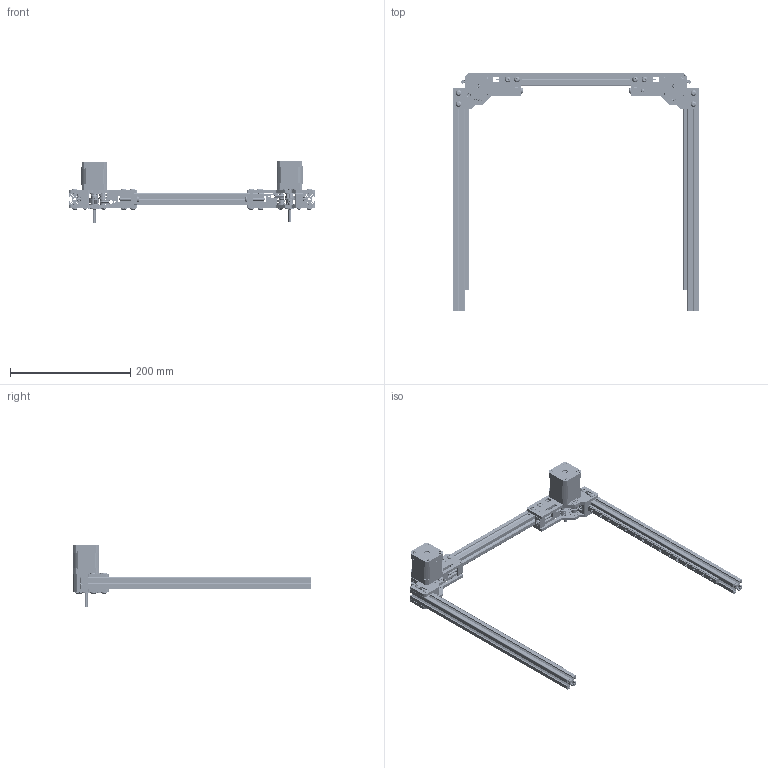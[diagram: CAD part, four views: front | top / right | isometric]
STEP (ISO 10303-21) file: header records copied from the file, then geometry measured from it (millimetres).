
FILE_DESCRIPTION(/* description */ ('','CAx-IF Rec.Pracs.---Representation and Presentation of Product Manufacturing Information (PMI)---4.0---2014-10-13'),/* implementation_level */ '2;1');
FILE_NAME(/* name */ '_23_Sheet_metal_VT_6mm_rear_motor_mounts_FT_0.step',/* time_stamp */ '2024-12-16T14:12:15+01:00',/* author */ (''),/* organization */ (''),/* preprocessor_version */ 'ST-DEVELOPER v20',/* originating_system */ 'Autodesk Translation Framework v13.20.0.188',/* authorisation */ '');
FILE_SCHEMA (('AP242_MANAGED_MODEL_BASED_3D_ENGINEERING_MIM_LF { 1 0 10303 442 1 1 4 }'));
Products named in the file (47): _23_Sheet_metal_VT_6mm_rear_motor_mounts_FT_0; _Sheet_metal_VT_6mm_rear_right_motor_mount_0; _Sheet_metal_VT_6mm_rear_right_motor_mount_hardware_0; _Sheet_metal_6mm_rear_right_motor_mount_motion_0; NEMA17 with 55mm long shaft; _GT2_20T_6mm_pulley_de-hubbed; Sheet_metal_6mm_spacer_a_2_or_2.5mm; _Sheet_metal_VT_6mm_rear_left_motor_mount_0; _Sheet_metal_VT_6mm_rear_left_motor_mount_hardware_0; Tensioner wire for 6mm; M5x30 BHCS; M3x6 FHCS; M3x35 BHCS; M3 washer; M3x6 BHCS; M3xD6x20 spacer; M5x10 BHCS; _Sheet_metal_6mm_rear_left_motor_mount_motion_0; GT2 20T 6mm pulley; Shim 0.2mm; Di=5mm L0=5mm compression spring; NEMA17 with 55mm long shaft_1; _S55 shaft; _stepper; _GT2_20T_6mm_pulley_de-hubbed_1; GT2 20T 6mm pulley de-hubbed; M4x2.5 set screw; D5x30 smooth pin; M5xD8x5 spacer; Shim 1mm; F695 flanged bearing; Shim 0.5mm; Sheet_metal_6mm_tensioner_c_4.7-5mm; Sheet_metal_6mm_tensioner_a_4.7-5mm; Sheet_metal_6mm_tensioner_b_4.7-5mm; Sheet_metal_VT_rear_motor_mount_b_4.7-5mm; Sheet_metal_VT_rear_motor_mount_a_4.7-5mm; Sheet_metal_VT_6mm_rear_motor_mount_alignment_helper; M5x16 BHCS; M5 washer ...
Assembly tree (182 placements, depth 5):
  _23_Sheet_metal_VT_6mm_rear_motor_mounts_FT_0
    _Sheet_metal_VT_6mm_rear_right_motor_mount_0
      Sheet_metal_VT_rear_motor_mount_b_4.7-5mm
      Sheet_metal_VT_rear_motor_mount_a_4.7-5mm
      Sheet_metal_VT_6mm_rear_motor_mount_alignment_helper
      _Sheet_metal_VT_6mm_rear_right_motor_mount_hardware_0
        M3x6 BHCS  x3
        M3 washer  x3
        M3xD6x20 spacer  x3
        M5x10 BHCS  x8
        M3x35 BHCS  x3
        M3x6 FHCS  x4
        Tensioner wire for 6mm
        M5x30 BHCS
        M5 washer  x2
        M5x16 BHCS
        M5 2020 drop-in T-nut  x5
      _Sheet_metal_6mm_rear_right_motor_mount_motion_0
        F695 flanged bearing  x5
        Shim 0.2mm
        Di=5mm L0=5mm compression spring
        D5x30 smooth pin  x2
        Shim 1mm  x3
        NEMA17 with 55mm long shaft
          _S55 shaft
          _stepper
        _GT2_20T_6mm_pulley_de-hubbed
          GT2 20T 6mm pulley de-hubbed
          M4x2.5 set screw  x2
        GT2 20T 6mm pulley
        Shim 0.5mm
        M5xD8x5 spacer  x2
      Sheet_metal_6mm_tensioner_b_4.7-5mm
      Sheet_metal_6mm_spacer_a_2_or_2.5mm
      Sheet_metal_6mm_tensioner_a_4.7-5mm
      Sheet_metal_6mm_tensioner_c_4.7-5mm
    _Sheet_metal_VT_6mm_rear_left_motor_mount_0
      _Sheet_metal_VT_6mm_rear_left_motor_mount_hardware_0
        M5 washer  x2
        M3x6 FHCS  x4
        Tensioner wire for 6mm
        M3x6 BHCS  x3
        M5x30 BHCS
        M3 washer  x3
        M3x35 BHCS  x3
        M5x10 BHCS  x8
        M3xD6x20 spacer  x3
        M5x16 BHCS
        M5 2020 drop-in T-nut  x5
      _Sheet_metal_6mm_rear_left_motor_mount_motion_0
        F695 flanged bearing  x5
        GT2 20T 6mm pulley
        Shim 0.2mm
        Di=5mm L0=5mm compression spring
        D5x30 smooth pin  x2
        Shim 1mm  x3
        NEMA17 with 55mm long shaft_1
          _S55 shaft
          _stepper
        _GT2_20T_6mm_pulley_de-hubbed_1
Bounding box: 410 x 394.1 x 104 mm (x, y, z)
Volume: 526157.7 mm3; surface area: 341519.1 mm2
Topology: 188 solids, 188 shells, 4654 faces, 11086 edges, 6986 vertices
Faces by surface type: plane 2059, cylinder 1549, cone 808, bspline 114, torus 70, sphere 54
Full cylindrical faces by diameter (mm): 0.8 x2, 2.464 x8, 2.5 x18, 3 x66, 3.1 x20, 3.2 x6, 3.4 x6, 3.5 x30, 4.2 x25, 5 x56, 5.001 x2, 5.1 x12, 5.2 x4, 5.3 x6, 5.5 x30, 5.7 x12, 6 x44, 6.1 x2, 6.2 x2, 6.5 x22, 7 x6, 7.823 x4, 8 x14, 8.141 x4, 9 x2, 9.5 x22, 10 x8, 10.4 x4, 11.5 x20, 12 x4
Entity records: 54723 total; most frequent: CARTESIAN_POINT 11735, DIRECTION 9290, ORIENTED_EDGE 8224, EDGE_CURVE 4112, AXIS2_PLACEMENT_3D 3468, VERTEX_POINT 2647, LINE 2354, VECTOR 2354
